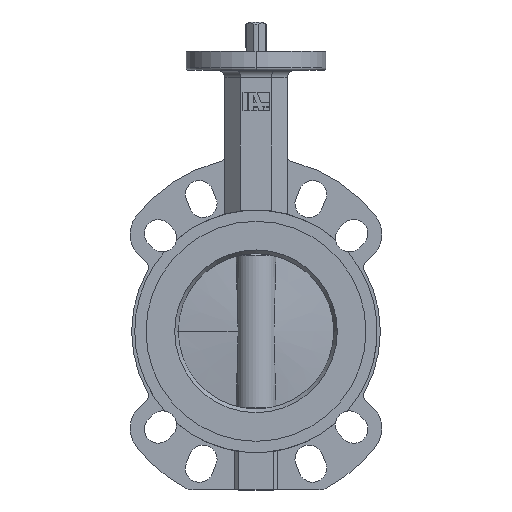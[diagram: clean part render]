
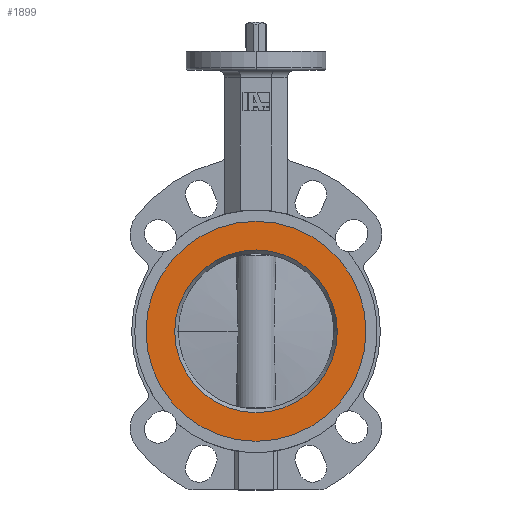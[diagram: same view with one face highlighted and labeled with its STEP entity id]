
A CAD part, top view. The second image highlights one B-rep face of the part: STEP entity #1899.
In plain terms, the highlighted planar face has unit normal (0, 0, 1).
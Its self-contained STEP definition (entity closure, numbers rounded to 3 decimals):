
#1573 = CARTESIAN_POINT ( 'NONE',  ( 70.75, 0., 26. ) ) ;
#1587 = CARTESIAN_POINT ( 'NONE',  ( -52.309, 0., 26. ) ) ;
#1595 = CARTESIAN_POINT ( 'NONE',  ( -70.75, 0., 26. ) ) ;
#1606 = CARTESIAN_POINT ( 'NONE',  ( 52.309, 0., 26. ) ) ;
#1899 = ADVANCED_FACE ( 'NONE', ( #2396, #2404 ), #3079, .T. ) ;
#2396 = FACE_BOUND ( 'NONE', #3788, .T. ) ;
#2404 = FACE_OUTER_BOUND ( 'NONE', #5913, .T. ) ;
#3077 = DIRECTION ( 'NONE',  ( 0., 0., 1. ) ) ;
#3078 = CARTESIAN_POINT ( 'NONE',  ( 0., 0., 26. ) ) ;
#3079 = PLANE ( 'NONE',  #6993 ) ;
#3081 = DIRECTION ( 'NONE',  ( 1., 0., 0. ) ) ;
#3276 = CARTESIAN_POINT ( 'NONE',  ( 0., 0., 26. ) ) ;
#3277 = DIRECTION ( 'NONE',  ( 0., 0., -1. ) ) ;
#3278 = DIRECTION ( 'NONE',  ( 1., 0., 0. ) ) ;
#3285 = CARTESIAN_POINT ( 'NONE',  ( 0., 0., 26. ) ) ;
#3286 = DIRECTION ( 'NONE',  ( 0., 0., 1. ) ) ;
#3287 = DIRECTION ( 'NONE',  ( 1., 0., 0. ) ) ;
#3292 = CARTESIAN_POINT ( 'NONE',  ( 0., 0., 26. ) ) ;
#3293 = DIRECTION ( 'NONE',  ( 0., 0., -1. ) ) ;
#3294 = DIRECTION ( 'NONE',  ( 1., 0., 0. ) ) ;
#3295 = CARTESIAN_POINT ( 'NONE',  ( 0., 0., 26. ) ) ;
#3296 = DIRECTION ( 'NONE',  ( 0., 0., 1. ) ) ;
#3297 = DIRECTION ( 'NONE',  ( 1., 0., 0. ) ) ;
#3788 = EDGE_LOOP ( 'NONE', ( #4097, #4092 ) ) ;
#3899 = VERTEX_POINT ( 'NONE', #1573 ) ;
#3913 = VERTEX_POINT ( 'NONE', #1587 ) ;
#3921 = VERTEX_POINT ( 'NONE', #1595 ) ;
#3932 = VERTEX_POINT ( 'NONE', #1606 ) ;
#4092 = ORIENTED_EDGE ( 'NONE', *, *, #4464, .T. ) ;
#4093 = ORIENTED_EDGE ( 'NONE', *, *, #4465, .T. ) ;
#4097 = ORIENTED_EDGE ( 'NONE', *, *, #4456, .T. ) ;
#4199 = ORIENTED_EDGE ( 'NONE', *, *, #4460, .T. ) ;
#4456 = EDGE_CURVE ( 'NONE', #3932, #3913, #6192, .T. ) ;
#4460 = EDGE_CURVE ( 'NONE', #3899, #3921, #6210, .T. ) ;
#4464 = EDGE_CURVE ( 'NONE', #3913, #3932, #6217, .T. ) ;
#4465 = EDGE_CURVE ( 'NONE', #3921, #3899, #6222, .T. ) ;
#5913 = EDGE_LOOP ( 'NONE', ( #4093, #4199 ) ) ;
#6192 = CIRCLE ( 'NONE', #6837, 52.309 ) ;
#6210 = CIRCLE ( 'NONE', #6838, 70.75 ) ;
#6217 = CIRCLE ( 'NONE', #6840, 52.309 ) ;
#6222 = CIRCLE ( 'NONE', #6841, 70.75 ) ;
#6837 = AXIS2_PLACEMENT_3D ( 'NONE', #3276, #3277, #3278 ) ;
#6838 = AXIS2_PLACEMENT_3D ( 'NONE', #3285, #3286, #3287 ) ;
#6840 = AXIS2_PLACEMENT_3D ( 'NONE', #3292, #3293, #3294 ) ;
#6841 = AXIS2_PLACEMENT_3D ( 'NONE', #3295, #3296, #3297 ) ;
#6993 = AXIS2_PLACEMENT_3D ( 'NONE', #3078, #3077, #3081 ) ;
